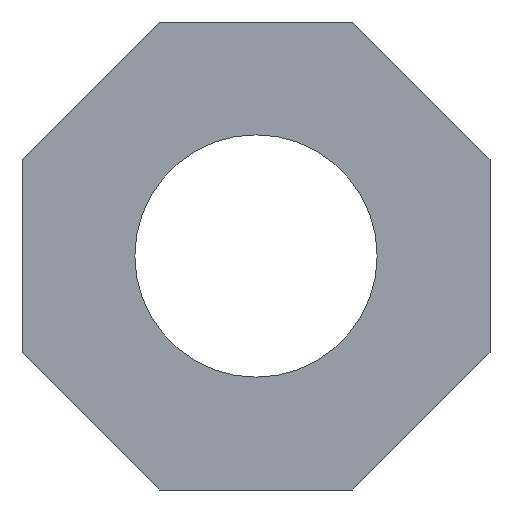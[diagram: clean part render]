
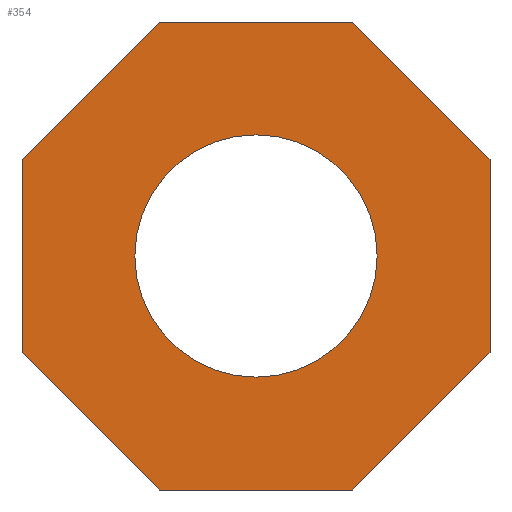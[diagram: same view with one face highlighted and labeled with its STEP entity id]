
A CAD part, front view. The second image highlights one B-rep face of the part: STEP entity #354.
In plain terms, the highlighted planar face has unit normal (0, -1, 0).
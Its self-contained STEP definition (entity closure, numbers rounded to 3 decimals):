
#93=CARTESIAN_POINT('POINT11',(-6.35,0.,0.));
#94=VERTEX_POINT('VERTEX11',#93);
#102=CARTESIAN_POINT('POINT12',(6.35,0.,0.));
#103=VERTEX_POINT('VERTEX12',#102);
#110=CARTESIAN_POINT('POS14',(0.,0.,0.));
#111=DIRECTION('DIR17',(0.,-1.,0.));
#112=DIRECTION('DIR18',(1.,0.,0.));
#113=AXIS2_PLACEMENT_3D('AXIS4',#110,#111,#112);
#114=CIRCLE('ELLIPSE3',#113,6.35);
#115=EDGE_CURVE('EDGE13',#103,#94,#114,.T.);
#128=CARTESIAN_POINT('POS16',(0.,0.,0.));
#129=DIRECTION('DIR21',(0.,-1.,0.));
#130=DIRECTION('DIR22',(-1.,0.,0.));
#131=AXIS2_PLACEMENT_3D('AXIS6',#128,#129,#130);
#132=CIRCLE('ELLIPSE4',#131,6.35);
#133=EDGE_CURVE('EDGE14',#94,#103,#132,.T.);
#143=CARTESIAN_POINT('POINT13',(-12.264,0.,
   -5.08));
#144=VERTEX_POINT('VERTEX13',#143);
#152=CARTESIAN_POINT('POINT14',(-5.08,0.,
   -12.264));
#153=VERTEX_POINT('VERTEX14',#152);
#160=CARTESIAN_POINT('POS20',(-5.08,0.,-12.264
   ));
#161=DIRECTION('DIR27',(-0.707,0.,
   0.707));
#162=VECTOR('VEC13',#161,25.4);
#163=LINE('STRAIGHT13',#160,#162);
#164=EDGE_CURVE('EDGE17',#153,#144,#163,.T.);
#174=CARTESIAN_POINT('POINT15',(-12.264,0.,
   5.08));
#175=VERTEX_POINT('VERTEX15',#174);
#184=CARTESIAN_POINT('POS23',(-12.264,0.,-5.08
   ));
#185=DIRECTION('DIR31',(0.,0.,1.));
#186=VECTOR('VEC15',#185,25.4);
#187=LINE('STRAIGHT15',#184,#186);
#188=EDGE_CURVE('EDGE19',#144,#175,#187,.T.);
#198=CARTESIAN_POINT('POINT16',(-5.08,0.,
   12.264));
#199=VERTEX_POINT('VERTEX16',#198);
#208=CARTESIAN_POINT('POS26',(-12.264,0.,5.08)
   );
#209=DIRECTION('DIR35',(0.707,0.,
   0.707));
#210=VECTOR('VEC17',#209,25.4);
#211=LINE('STRAIGHT17',#208,#210);
#212=EDGE_CURVE('EDGE21',#175,#199,#211,.T.);
#222=CARTESIAN_POINT('POINT17',(5.08,0.,12.264
   ));
#223=VERTEX_POINT('VERTEX17',#222);
#232=CARTESIAN_POINT('POS29',(-5.08,0.,12.264)
   );
#233=DIRECTION('DIR39',(1.,0.,0.));
#234=VECTOR('VEC19',#233,25.4);
#235=LINE('STRAIGHT19',#232,#234);
#236=EDGE_CURVE('EDGE23',#199,#223,#235,.T.);
#246=CARTESIAN_POINT('POINT18',(12.264,0.,5.08
   ));
#247=VERTEX_POINT('VERTEX18',#246);
#256=CARTESIAN_POINT('POS32',(5.08,0.,12.264))
   ;
#257=DIRECTION('DIR43',(0.707,0.,
   -0.707));
#258=VECTOR('VEC21',#257,25.4);
#259=LINE('STRAIGHT21',#256,#258);
#260=EDGE_CURVE('EDGE25',#223,#247,#259,.T.);
#270=CARTESIAN_POINT('POINT19',(12.264,0.,
   -5.08));
#271=VERTEX_POINT('VERTEX19',#270);
#280=CARTESIAN_POINT('POS35',(12.264,0.,5.08))
   ;
#281=DIRECTION('DIR47',(0.,0.,-1.));
#282=VECTOR('VEC23',#281,25.4);
#283=LINE('STRAIGHT23',#280,#282);
#284=EDGE_CURVE('EDGE27',#247,#271,#283,.T.);
#294=CARTESIAN_POINT('POINT20',(5.08,0.,
   -12.264));
#295=VERTEX_POINT('VERTEX20',#294);
#304=CARTESIAN_POINT('POS38',(12.264,0.,-5.08)
   );
#305=DIRECTION('DIR51',(-0.707,0.,
   -0.707));
#306=VECTOR('VEC25',#305,25.4);
#307=LINE('STRAIGHT25',#304,#306);
#308=EDGE_CURVE('EDGE29',#271,#295,#307,.T.);
#321=CARTESIAN_POINT('POS40',(5.08,0.,-12.264)
   );
#322=DIRECTION('DIR54',(-1.,0.,0.));
#323=VECTOR('VEC26',#322,25.4);
#324=LINE('STRAIGHT26',#321,#323);
#325=EDGE_CURVE('EDGE30',#295,#153,#324,.T.);
#335=ORIENTED_EDGE('COEDGE51',*,*,#325,.F.);
#336=ORIENTED_EDGE('COEDGE52',*,*,#308,.F.);
#337=ORIENTED_EDGE('COEDGE53',*,*,#284,.F.);
#338=ORIENTED_EDGE('COEDGE54',*,*,#260,.F.);
#339=ORIENTED_EDGE('COEDGE55',*,*,#236,.F.);
#340=ORIENTED_EDGE('COEDGE56',*,*,#212,.F.);
#341=ORIENTED_EDGE('COEDGE57',*,*,#188,.F.);
#342=ORIENTED_EDGE('COEDGE58',*,*,#164,.F.);
#343=EDGE_LOOP('NONE',(#335,#336,#337,#338,#339,#340,#341,#342));
#344=FACE_BOUND('LOOP1',#343,.T.);
#345=ORIENTED_EDGE('COEDGE59',*,*,#133,.F.);
#346=ORIENTED_EDGE('COEDGE60',*,*,#115,.F.);
#347=EDGE_LOOP('NONE',(#345,#346));
#348=FACE_BOUND('LOOP1',#347,.T.);
#349=CARTESIAN_POINT('POS42',(0.,0.,0.));
#350=DIRECTION('DIR57',(0.,1.,0.));
#351=DIRECTION('DIR58',(1.,0.,0.));
#352=AXIS2_PLACEMENT_3D('AXIS16',#349,#350,#351);
#353=PLANE('PLANE10',#352);
#354=ADVANCED_FACE('FACE12',(#344,#348),#353,.F.);
